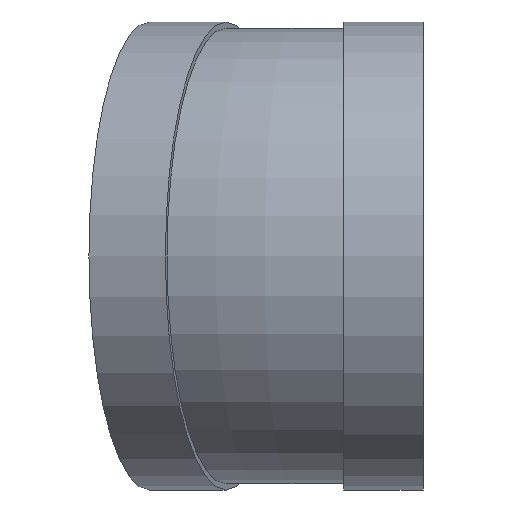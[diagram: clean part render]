
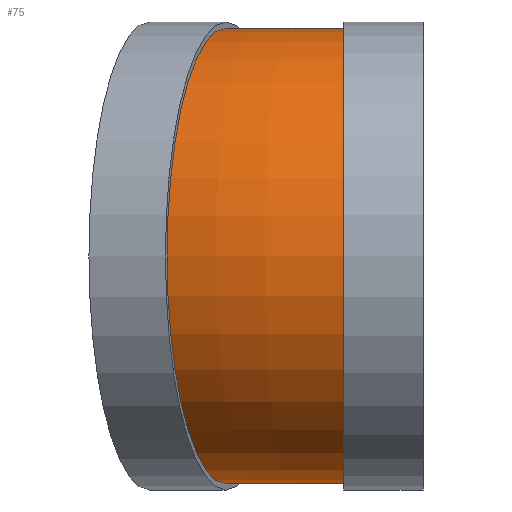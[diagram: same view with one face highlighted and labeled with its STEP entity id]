
A CAD part, left-side view. The second image highlights one B-rep face of the part: STEP entity #75.
In plain terms, the highlighted toroidal (fillet/blend) face has major radius 250 mm and minor radius 125 mm.
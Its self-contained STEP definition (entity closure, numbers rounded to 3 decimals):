
#75 = ADVANCED_FACE( '', ( #146, #147 ), #148, .T. );
#146 = FACE_OUTER_BOUND( '', #208, .T. );
#147 = FACE_OUTER_BOUND( '', #209, .T. );
#148 = TOROIDAL_SURFACE( '', #210, 250., 125. );
#208 = EDGE_LOOP( '', ( #274 ) );
#209 = EDGE_LOOP( '', ( #275 ) );
#210 = AXIS2_PLACEMENT_3D( '', #276, #277, #278 );
#274 = ORIENTED_EDGE( '', *, *, #313, .T. );
#275 = ORIENTED_EDGE( '', *, *, #318, .F. );
#276 = CARTESIAN_POINT( '', ( 250., 43.5, 0. ) );
#277 = DIRECTION( '', ( 0., 0., -1. ) );
#278 = DIRECTION( '', ( -1., 0., 0. ) );
#313 = EDGE_CURVE( '', #345, #345, #346, .T. );
#318 = EDGE_CURVE( '', #353, #353, #354, .T. );
#345 = VERTEX_POINT( '', #381 );
#346 = CIRCLE( '', #382, 125. );
#353 = VERTEX_POINT( '', #389 );
#354 = CIRCLE( '', #390, 125. );
#381 = CARTESIAN_POINT( '', ( 125., 43.5, 0. ) );
#382 = AXIS2_PLACEMENT_3D( '', #418, #419, #420 );
#389 = CARTESIAN_POINT( '', ( 129.259, 75.852, 0. ) );
#390 = AXIS2_PLACEMENT_3D( '', #427, #428, #429 );
#418 = CARTESIAN_POINT( '', ( 0., 43.5, 0. ) );
#419 = DIRECTION( '', ( 0., 1., 0. ) );
#420 = DIRECTION( '', ( 1., 0., 0. ) );
#427 = CARTESIAN_POINT( '', ( 8.519, 108.205, 0. ) );
#428 = DIRECTION( '', ( 0.259, 0.966, 0. ) );
#429 = DIRECTION( '', ( 0.966, -0.259, 0. ) );
